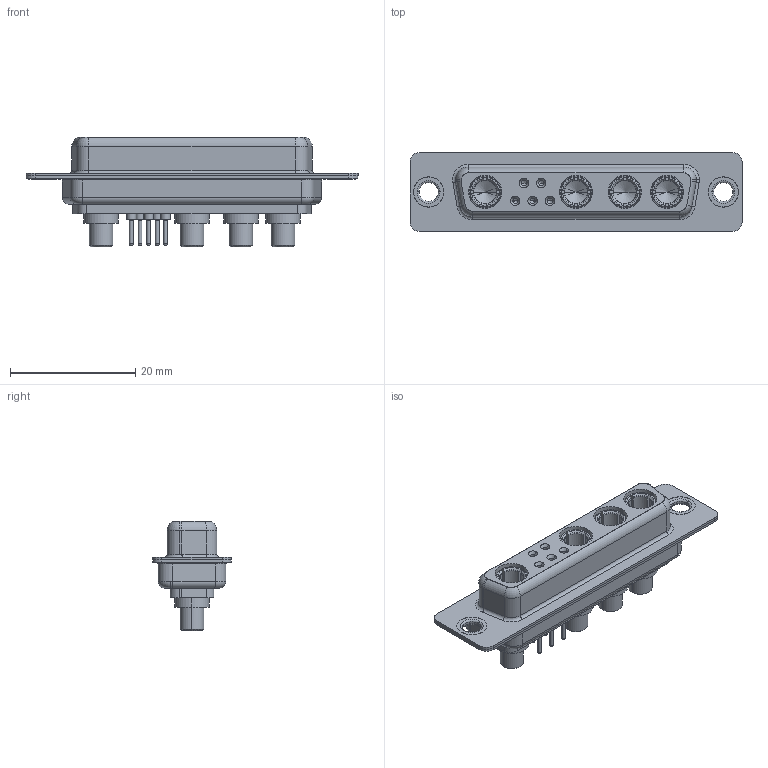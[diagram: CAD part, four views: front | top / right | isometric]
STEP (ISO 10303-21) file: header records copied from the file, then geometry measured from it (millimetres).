
FILE_DESCRIPTION (( 'STEP AP203' ), '1' );
FILE_NAME ('628-9W4-224-4N1.STEP', '2019-06-01T06:22:43', ( '' ), ( '' ), 'SwSTEP 2.0', 'SolidWorks 2016', '' );
FILE_SCHEMA (( 'CONFIG_CONTROL_DESIGN' ));
Length unit declared in the file: millimetre
Products named in the file (8): 628Combo Thru Hole Rivet; 628Combo Contact Row 1_24; 628Combo Contact Row 2_24; Power Socket_40A S; 628-9W4-224-4N1; 628Combo Housing_9W4; 628Combo Shell Front_25 Contacts; 628Combo Shell Rear_25 Contacts
Assembly tree (14 placements, depth 2):
  628-9W4-224-4N1
    628Combo Housing_9W4
    628Combo Shell Front_25 Contacts
    628Combo Shell Rear_25 Contacts
    628Combo Thru Hole Rivet  x2
    628Combo Contact Row 1_24  x2
    628Combo Contact Row 2_24  x3
    Power Socket_40A S  x4
Bounding box: 53 x 12.6 x 17.55 mm (x, y, z)
Volume: 3808.9 mm3; surface area: 8334.5 mm2
Topology: 18 solids, 18 shells, 828 faces, 2029 edges, 1272 vertices
Faces by surface type: cylinder 308, plane 258, torus 151, cone 103, bspline 8
Entity records: 15183 total; most frequent: CARTESIAN_POINT 2785, DIRECTION 2604, ORIENTED_EDGE 2252, EDGE_CURVE 1126, AXIS2_PLACEMENT_3D 1088, VERTEX_POINT 708, CIRCLE 601, EDGE_LOOP 542
